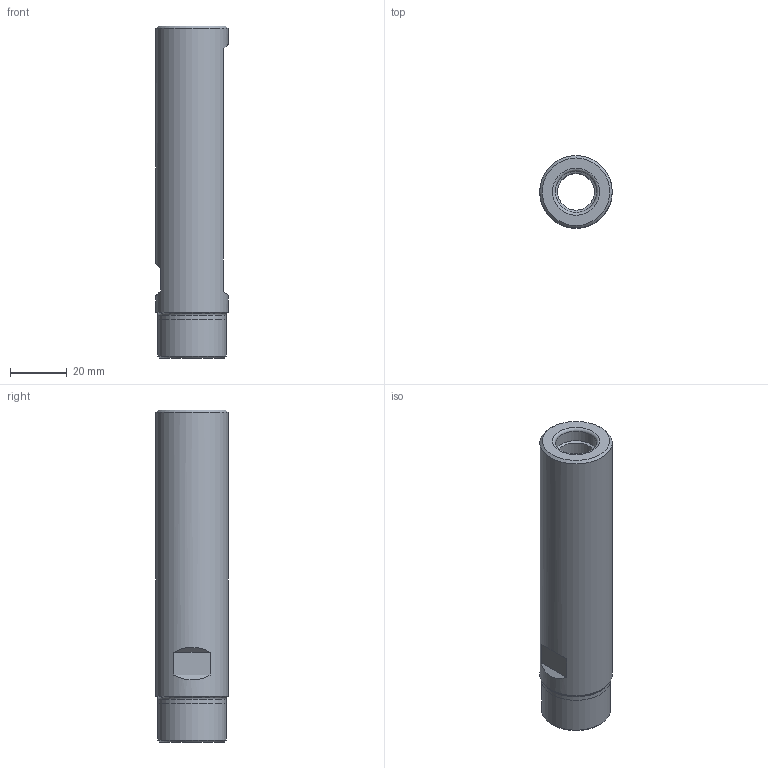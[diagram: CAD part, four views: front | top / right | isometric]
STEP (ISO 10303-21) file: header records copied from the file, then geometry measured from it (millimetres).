
FILE_DESCRIPTION(/* description */ (''),/* implementation_level */ '2;1');
FILE_NAME(/* name */ '462522063.stp',/* time_stamp */ '2021-01-19T16:10:38',/* author */ ('LRA'),/* organization */ ('REGO-FIX'),/* preprocessor_version */ ' Unknown',/* originating_system */ 'SIEMENS PLM Software Solid Edge ST10',/* authorization */ 'Unknown');
FILE_SCHEMA (('AUTOMOTIVE_DESIGN { 1 0 10303 214 2 1 1}'));
Length unit declared in the file: millimetre
Products named in the file (1): NOCUT
Bounding box: 25.4 x 25.4 x 116.5 mm (x, y, z)
Volume: 39037.8 mm3; surface area: 14692.7 mm2
Topology: 1 solids, 1 shells, 25 faces, 52 edges, 30 vertices
Faces by surface type: cylinder 8, plane 8, cone 6, torus 3
Full cylindrical faces by diameter (mm): 12.917 x3, 14.2 x1, 14.5 x1, 24 x2, 25.4 x1
Entity records: 758 total; most frequent: DIRECTION 112, CARTESIAN_POINT 87, ORIENTED_EDGE 62, AXIS2_PLACEMENT_3D 52, EDGE_LOOP 46, FACE_BOUND 46, EDGE_CURVE 31, VERTEX_POINT 27
